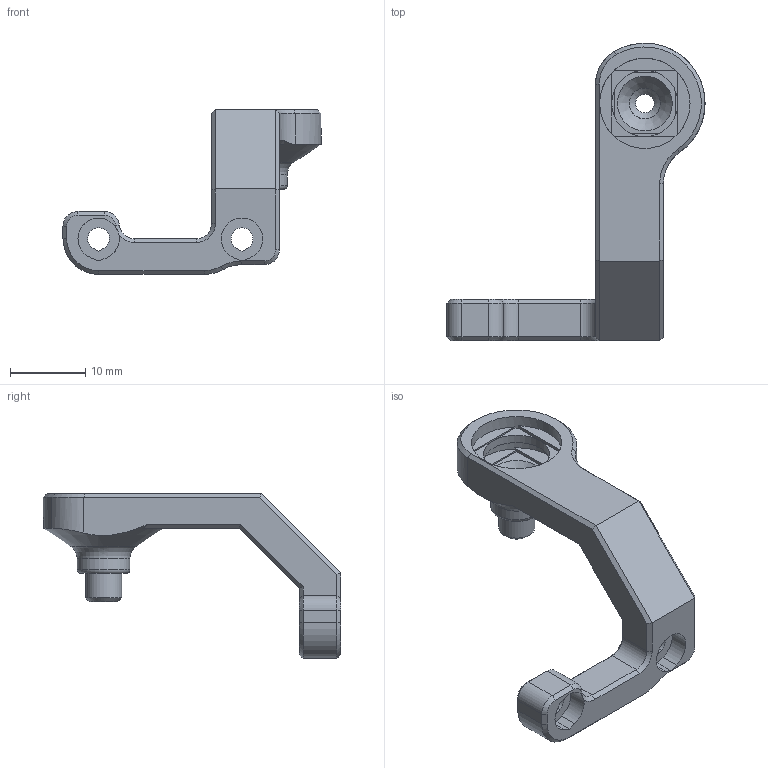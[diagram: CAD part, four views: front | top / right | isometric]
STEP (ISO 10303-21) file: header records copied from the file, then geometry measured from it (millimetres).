
FILE_DESCRIPTION(/* description */ (''),/* implementation_level */ '2;1');
FILE_NAME(/* name */ 'palette-2-adapter.step',/* time_stamp */ '2023-01-14T11:19:37+07:00',/* author */ (''),/* organization */ (''),/* preprocessor_version */ 'ST-DEVELOPER v19.2',/* originating_system */ 'Autodesk Translation Framework v11.17.0.187',/* authorisation */ '');
FILE_SCHEMA (('AUTOMOTIVE_DESIGN { 1 0 10303 214 3 1 1 }'));
Length unit declared in the file: millimetre
Products named in the file (1): Palette 2 Adapter
Bounding box: 34.29 x 39.5 x 21.89 mm (x, y, z)
Volume: 2803.5 mm3; surface area: 2597.6 mm2
Topology: 1 solids, 1 shells, 119 faces, 289 edges, 176 vertices
Faces by surface type: plane 70, cone 24, cylinder 22, torus 2, bspline 1
Full cylindrical faces by diameter (mm): 2.5 x1, 4.1 x1, 4.8 x1, 7 x1, 8.8 x1, 12 x2
Entity records: 3523 total; most frequent: CARTESIAN_POINT 640, DIRECTION 614, ORIENTED_EDGE 578, EDGE_CURVE 289, AXIS2_PLACEMENT_3D 213, LINE 188, VECTOR 188, VERTEX_POINT 176
